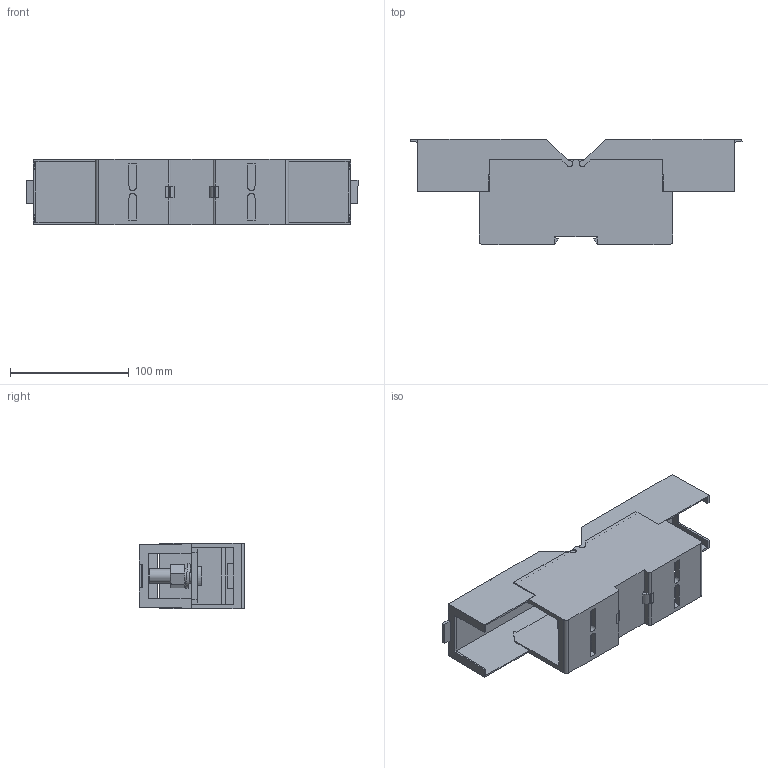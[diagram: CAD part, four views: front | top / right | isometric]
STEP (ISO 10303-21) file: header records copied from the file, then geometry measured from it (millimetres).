
FILE_DESCRIPTION (( 'STEP AP214' ), '1' );
FILE_NAME ('313139 PAK 185-240 KK.STEP', '2023-11-22T07:16:53', ( '' ), ( '' ), 'SwSTEP 2.0', 'SolidWorks 2023', '' );
FILE_SCHEMA (( 'AUTOMOTIVE_DESIGN' ));
Length unit declared in the file: millimetre
Products named in the file (1): 313139 PAK 185-240 KK
Bounding box: 279.73 x 89.15 x 55 mm (x, y, z)
Volume: 352912.7 mm3; surface area: 133709 mm2
Topology: 5 solids, 9 shells, 389 faces, 1050 edges, 688 vertices
Faces by surface type: plane 285, cylinder 68, cone 28, bspline 8
Entity records: 12762 total; most frequent: CARTESIAN_POINT 3005, ORIENTED_EDGE 2100, DIRECTION 1885, EDGE_CURVE 1050, LINE 793, VECTOR 793, VERTEX_POINT 688, AXIS2_PLACEMENT_3D 546
